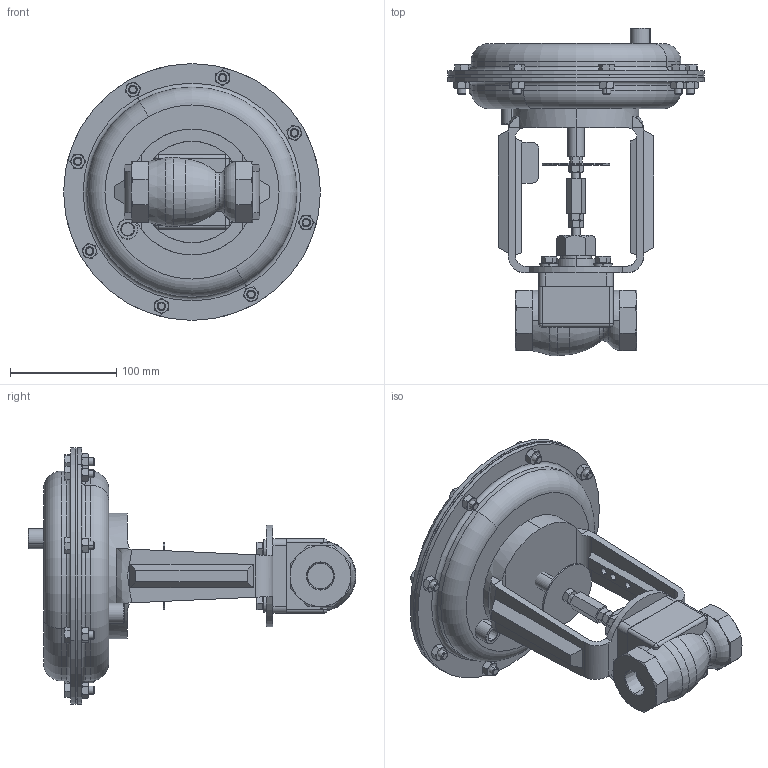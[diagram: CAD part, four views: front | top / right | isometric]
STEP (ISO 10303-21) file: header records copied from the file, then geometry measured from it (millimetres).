
FILE_DESCRIPTION (( 'STEP AP203' ), '1' );
FILE_NAME ('78-075-ALL-PT-35M.STEP', '2017-09-22T19:05:53', ( '' ), ( '' ), 'SwSTEP 2.0', 'SolidWorks 2014', '' );
FILE_SCHEMA (( 'CONFIG_CONTROL_DESIGN' ));
Length unit declared in the file: inch
Products named in the file (1): 78-075-ALL-PT-35M
Bounding box: 241.3 x 307.95 x 241.3 mm (x, y, z)
Volume: 3320895.6 mm3; surface area: 486393.1 mm2
Topology: 40 solids, 40 shells, 802 faces, 1734 edges, 1038 vertices
Faces by surface type: plane 354, cone 302, cylinder 115, torus 25, sphere 4, bspline 2
Entity records: 23669 total; most frequent: CARTESIAN_POINT 6862, ORIENTED_EDGE 3456, DIRECTION 3407, EDGE_CURVE 1728, AXIS2_PLACEMENT_3D 1384, VERTEX_POINT 1038, EDGE_LOOP 842, ADVANCED_FACE 802
